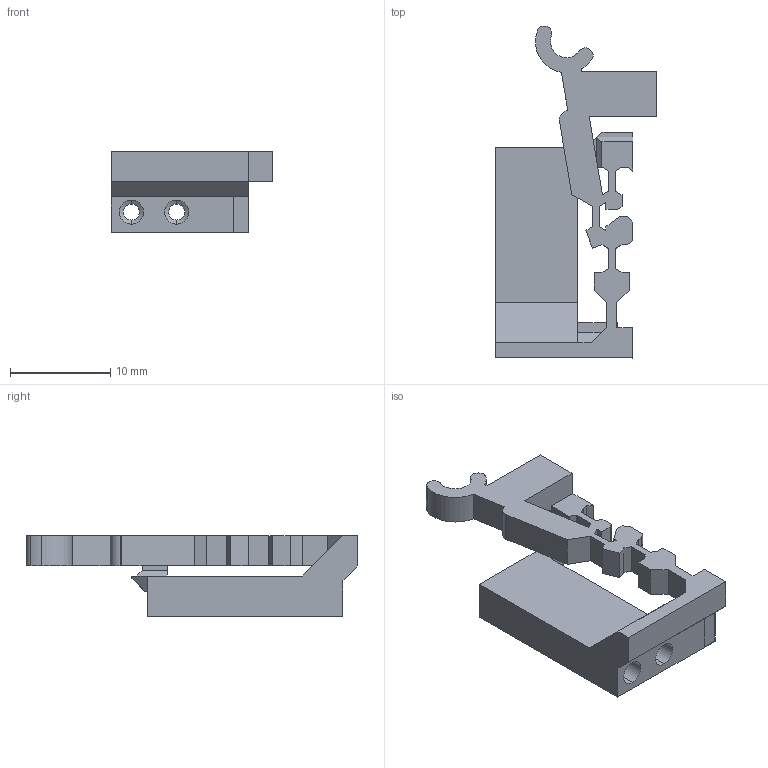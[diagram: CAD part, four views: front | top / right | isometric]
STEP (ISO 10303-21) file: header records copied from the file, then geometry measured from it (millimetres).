
FILE_DESCRIPTION (( 'STEP AP214' ), '1' );
FILE_NAME ('switch-oct-15-plus-wall.STEP', '2025-11-05T21:38:43', ( '' ), ( '' ), 'SwSTEP 2.0', 'SolidWorks 2025', '' );
FILE_SCHEMA (( 'AUTOMOTIVE_DESIGN' ));
Length unit declared in the file: millimetre
Products named in the file (1): switch-oct-15-plus-wall
Bounding box: 16.07 x 33.06 x 8 mm (x, y, z)
Volume: 1064.2 mm3; surface area: 1633.6 mm2
Topology: 1 solids, 1 shells, 104 faces, 296 edges, 192 vertices
Faces by surface type: plane 83, cylinder 17, cone 4
Entity records: 3361 total; most frequent: CARTESIAN_POINT 593, ORIENTED_EDGE 592, DIRECTION 540, EDGE_CURVE 296, LINE 262, VECTOR 262, VERTEX_POINT 192, AXIS2_PLACEMENT_3D 139
